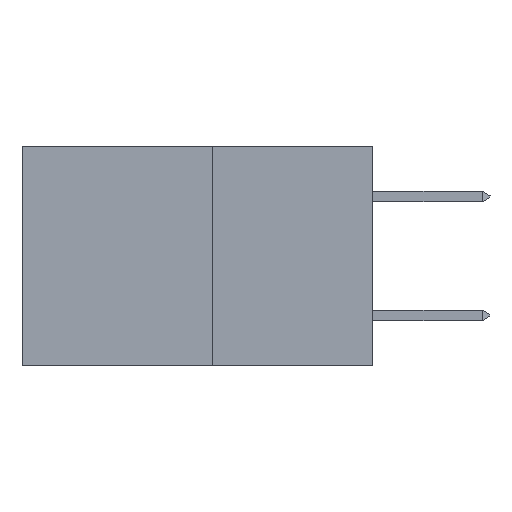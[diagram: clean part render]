
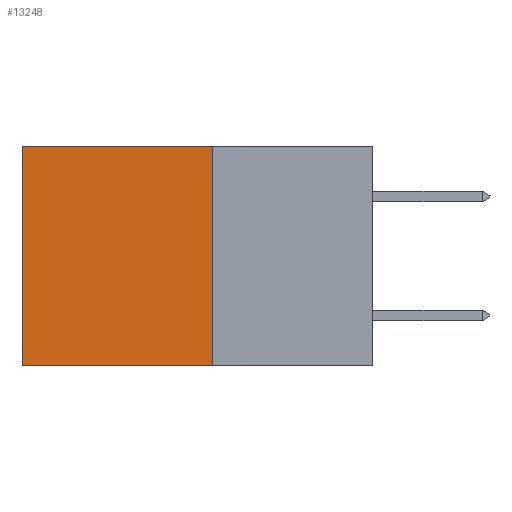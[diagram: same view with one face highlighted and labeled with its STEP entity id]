
A CAD part, left-side view. The second image highlights one B-rep face of the part: STEP entity #13248.
In plain terms, the highlighted planar face has unit normal (-1, 0, 0).
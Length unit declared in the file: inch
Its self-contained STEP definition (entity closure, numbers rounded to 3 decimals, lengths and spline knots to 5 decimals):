
#338 = LINE ( 'NONE', #6893, #4967 ) ;
#860 = DIRECTION ( 'NONE',  ( 0., 1., 0. ) ) ;
#1223 = DIRECTION ( 'NONE',  ( 0., 0., -1. ) ) ;
#2291 = PLANE ( 'NONE',  #7095 ) ;
#2840 = FACE_OUTER_BOUND ( 'NONE', #5093, .T. ) ;
#3492 = CARTESIAN_POINT ( 'NONE',  ( 0.277, 0.59, 0. ) ) ;
#4066 = DIRECTION ( 'NONE',  ( 0., 0., -1. ) ) ;
#4684 = CARTESIAN_POINT ( 'NONE',  ( 0.277, 0.27, -0.37 ) ) ;
#4707 = VERTEX_POINT ( 'NONE', #9537 ) ;
#4967 = VECTOR ( 'NONE', #1223, 39.37008 ) ;
#5093 = EDGE_LOOP ( 'NONE', ( #10657, #12210, #17616, #18250 ) ) ;
#6796 = LINE ( 'NONE', #11043, #15050 ) ;
#6893 = CARTESIAN_POINT ( 'NONE',  ( 0.277, 0.27, -0.37 ) ) ;
#7095 = AXIS2_PLACEMENT_3D ( 'NONE', #10730, #14076, #4066 ) ;
#7454 = EDGE_CURVE ( 'NONE', #4707, #11739, #11519, .T. ) ;
#8040 = EDGE_CURVE ( 'NONE', #4707, #18066, #338, .T. ) ;
#8844 = CARTESIAN_POINT ( 'NONE',  ( 0.277, 0.59, -0.37 ) ) ;
#9511 = DIRECTION ( 'NONE',  ( 0., 0., -1. ) ) ;
#9537 = CARTESIAN_POINT ( 'NONE',  ( 0.277, 0.27, 0. ) ) ;
#10657 = ORIENTED_EDGE ( 'NONE', *, *, #17142, .T. ) ;
#10730 = CARTESIAN_POINT ( 'NONE',  ( 0.277, 0.27, -0.37 ) ) ;
#11000 = VECTOR ( 'NONE', #12140, 39.37008 ) ;
#11043 = CARTESIAN_POINT ( 'NONE',  ( 0.277, 0.27, -0.37 ) ) ;
#11519 = LINE ( 'NONE', #12334, #11000 ) ;
#11739 = VERTEX_POINT ( 'NONE', #3492 ) ;
#12140 = DIRECTION ( 'NONE',  ( 0., 1., 0. ) ) ;
#12210 = ORIENTED_EDGE ( 'NONE', *, *, #15970, .F. ) ;
#12334 = CARTESIAN_POINT ( 'NONE',  ( 0.277, 0.27, 0. ) ) ;
#13248 = ADVANCED_FACE ( 'NONE', ( #2840 ), #2291, .F. ) ;
#14076 = DIRECTION ( 'NONE',  ( 1., 0., 0. ) ) ;
#14160 = VECTOR ( 'NONE', #9511, 39.37008 ) ;
#14661 = LINE ( 'NONE', #17664, #14160 ) ;
#15050 = VECTOR ( 'NONE', #860, 39.37008 ) ;
#15970 = EDGE_CURVE ( 'NONE', #18066, #18554, #6796, .T. ) ;
#17142 = EDGE_CURVE ( 'NONE', #11739, #18554, #14661, .T. ) ;
#17616 = ORIENTED_EDGE ( 'NONE', *, *, #8040, .F. ) ;
#17664 = CARTESIAN_POINT ( 'NONE',  ( 0.277, 0.59, -0.37 ) ) ;
#18066 = VERTEX_POINT ( 'NONE', #4684 ) ;
#18250 = ORIENTED_EDGE ( 'NONE', *, *, #7454, .T. ) ;
#18554 = VERTEX_POINT ( 'NONE', #8844 ) ;
